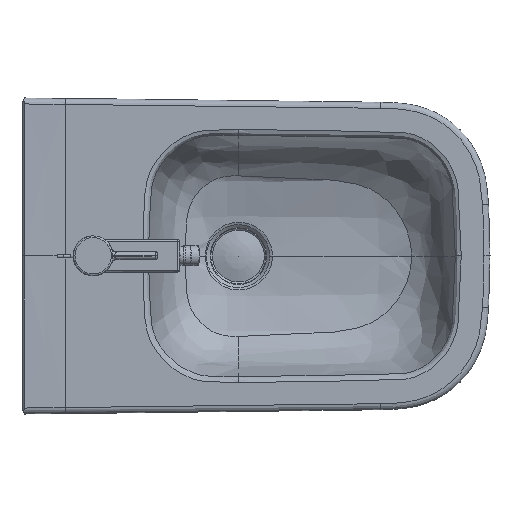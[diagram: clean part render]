
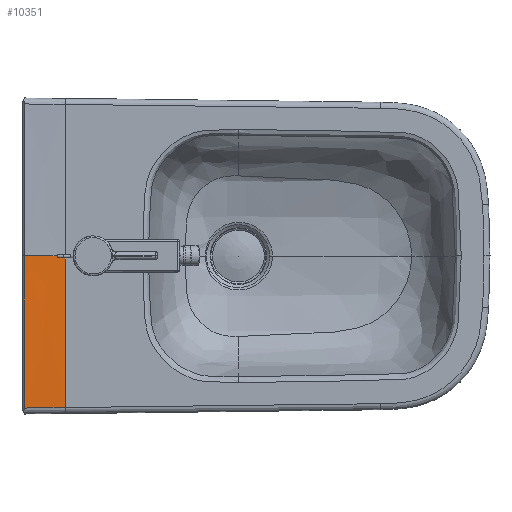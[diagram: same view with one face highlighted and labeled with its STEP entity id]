
A CAD part, top view. The second image highlights one B-rep face of the part: STEP entity #10351.
In plain terms, the highlighted free-form (B-spline) face has degree [5, 2] with [6, 3] control points.
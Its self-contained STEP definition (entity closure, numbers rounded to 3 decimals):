
#2682=CARTESIAN_POINT('',(50.0,0.,0.0));
#2683=VERTEX_POINT('',#2682);
#2692=CARTESIAN_POINT('',(50.,-175.105,0.));
#2693=VERTEX_POINT('',#2692);
#2694=CARTESIAN_POINT('',(50.0,-175.105,0.0));
#2695=DIRECTION('',(0.0,1.0,0.0));
#2696=VECTOR('',#2695,175.105);
#2697=LINE('',#2694,#2696);
#2698=EDGE_CURVE('',#2683,#2693,#2697,.F.);
#10299=CARTESIAN_POINT('',(50.0,0.,0.));
#10300=CARTESIAN_POINT('',(50.0,-35.05,0.));
#10301=CARTESIAN_POINT('',(50.0,-70.1,0.));
#10302=CARTESIAN_POINT('',(50.0,-105.149,0.));
#10303=CARTESIAN_POINT('',(50.0,-140.198,0.));
#10304=CARTESIAN_POINT('',(50.0,-175.247,0.));
#10305=CARTESIAN_POINT('',(26.333,0.,0.));
#10306=CARTESIAN_POINT('',(26.333,-35.091,0.));
#10307=CARTESIAN_POINT('',(26.336,-70.182,0.));
#10308=CARTESIAN_POINT('',(26.342,-105.273,0.));
#10309=CARTESIAN_POINT('',(26.348,-140.363,0.));
#10310=CARTESIAN_POINT('',(26.349,-175.454,0.));
#10311=CARTESIAN_POINT('',(2.696,0.,1.343));
#10312=CARTESIAN_POINT('',(2.696,-35.131,1.343));
#10313=CARTESIAN_POINT('',(2.696,-70.262,1.218));
#10314=CARTESIAN_POINT('',(2.697,-105.392,0.97));
#10315=CARTESIAN_POINT('',(2.697,-140.52,0.598));
#10316=CARTESIAN_POINT('',(2.697,-175.646,0.101));
#10317=B_SPLINE_SURFACE_WITH_KNOTS('',5,2,((#10299,#10305,#10311),(#10300,#10306,#10312),(#10301,#10307,#10313),(#10302,#10308,#10314),(#10303,#10309,#10315),(#10304,#10310,#10316)),.UNSPECIFIED.,.F.,.F.,.U.,(6,6),(3,3),(182.484,357.944),(0.,47.311),.UNSPECIFIED.);
#10318=CARTESIAN_POINT('',(2.7,-175.646,0.101));
#10319=VERTEX_POINT('',#10318);
#10320=CARTESIAN_POINT('',(50.,-175.105,0.));
#10321=CARTESIAN_POINT('',(34.531,-175.254,0.));
#10322=CARTESIAN_POINT('',(19.062,-175.43,0.034));
#10323=CARTESIAN_POINT('',(3.594,-175.634,0.098));
#10324=CARTESIAN_POINT('',(3.295,-175.638,0.099));
#10325=CARTESIAN_POINT('',(2.997,-175.642,0.1));
#10326=CARTESIAN_POINT('',(2.7,-175.646,0.101));
#10327=B_SPLINE_CURVE_WITH_KNOTS('',3,(#10320,#10321,#10322,#10323,#10324,#10325,#10326),.UNSPECIFIED.,.F.,.U.,(4,3,4),(553.383,611.391,612.51),.UNSPECIFIED.);
#10328=EDGE_CURVE('',#2693,#10319,#10327,.T.);
#10329=ORIENTED_EDGE('',*,*,#10328,.F.);
#10330=ORIENTED_EDGE('',*,*,#2698,.F.);
#10331=CARTESIAN_POINT('',(2.696,0.,1.343));
#10332=VERTEX_POINT('',#10331);
#10333=CARTESIAN_POINT('',(2.696,0.,1.343));
#10334=CARTESIAN_POINT('',(18.45,0.,0.448));
#10335=CARTESIAN_POINT('',(34.223,0.,0.));
#10336=CARTESIAN_POINT('',(50.0,0.,0.));
#10337=B_SPLINE_CURVE_WITH_KNOTS('',3,(#10333,#10334,#10335,#10336),.UNSPECIFIED.,.F.,.U.,(4,4),(3.817,70.738),.UNSPECIFIED.);
#10338=EDGE_CURVE('',#10332,#2683,#10337,.T.);
#10339=ORIENTED_EDGE('',*,*,#10338,.F.);
#10340=CARTESIAN_POINT('',(2.696,0.,1.343));
#10341=CARTESIAN_POINT('',(2.696,-29.276,1.343));
#10342=CARTESIAN_POINT('',(2.696,-58.551,1.239));
#10343=CARTESIAN_POINT('',(2.698,-117.1,0.825));
#10344=CARTESIAN_POINT('',(2.7,-146.374,0.515));
#10345=CARTESIAN_POINT('',(2.7,-175.646,0.101));
#10346=B_SPLINE_CURVE_WITH_KNOTS('',3,(#10340,#10341,#10342,#10343,#10344,#10345),.UNSPECIFIED.,.F.,.U.,(4,2,4),(0.,8.783,17.565),.UNSPECIFIED.);
#10347=EDGE_CURVE('',#10319,#10332,#10346,.F.);
#10348=ORIENTED_EDGE('',*,*,#10347,.F.);
#10349=EDGE_LOOP('',(#10329,#10330,#10339,#10348));
#10350=FACE_OUTER_BOUND('',#10349,.T.);
#10351=ADVANCED_FACE('',(#10350),#10317,.F.);
